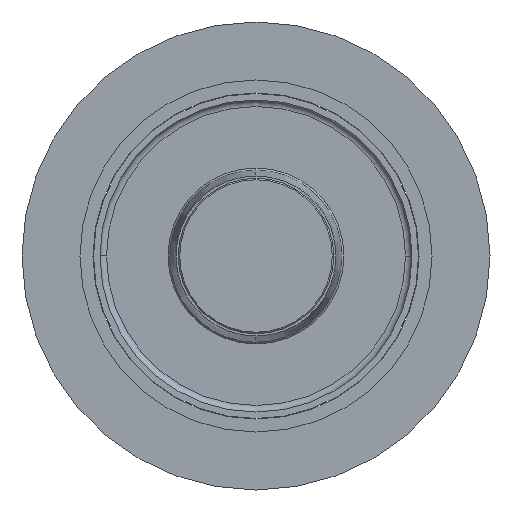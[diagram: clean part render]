
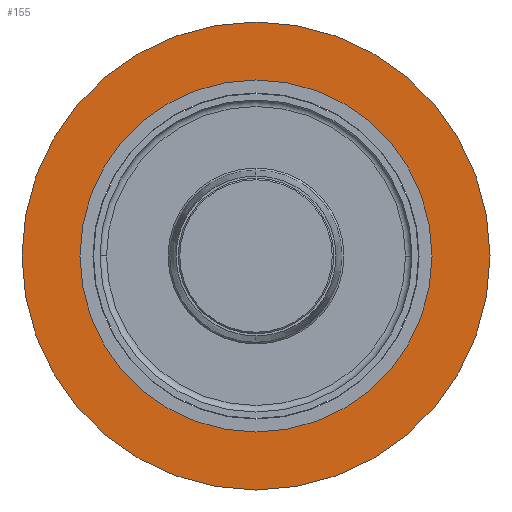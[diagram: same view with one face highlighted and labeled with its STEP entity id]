
A CAD part, left-side view. The second image highlights one B-rep face of the part: STEP entity #155.
In plain terms, the highlighted planar face has unit normal (-1, 0, 0).
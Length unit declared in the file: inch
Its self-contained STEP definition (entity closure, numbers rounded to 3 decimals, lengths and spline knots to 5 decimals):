
#129 = EDGE_CURVE ( 'NONE', #218, #130, #782, .T. ) ;
#130 = VERTEX_POINT ( 'NONE', #740 ) ;
#155 = ADVANCED_FACE ( 'NONE', ( #871, #870 ), #879, .T. ) ;
#156 = EDGE_LOOP ( 'NONE', ( #442, #450 ) ) ;
#158 = EDGE_LOOP ( 'NONE', ( #410, #306 ) ) ;
#175 = VERTEX_POINT ( 'NONE', #987 ) ;
#218 = VERTEX_POINT ( 'NONE', #912 ) ;
#234 = EDGE_CURVE ( 'NONE', #235, #175, #959, .T. ) ;
#235 = VERTEX_POINT ( 'NONE', #955 ) ;
#257 = EDGE_CURVE ( 'NONE', #130, #218, #923, .T. ) ;
#306 = ORIENTED_EDGE ( 'NONE', *, *, #397, .F. ) ;
#397 = EDGE_CURVE ( 'NONE', #175, #235, #1356, .T. ) ;
#410 = ORIENTED_EDGE ( 'NONE', *, *, #234, .F. ) ;
#442 = ORIENTED_EDGE ( 'NONE', *, *, #257, .F. ) ;
#450 = ORIENTED_EDGE ( 'NONE', *, *, #129, .F. ) ;
#740 = CARTESIAN_POINT ( 'NONE',  ( 0., 0., 0.8125 ) ) ;
#741 = DIRECTION ( 'NONE',  ( 0., 0., 1. ) ) ;
#742 = DIRECTION ( 'NONE',  ( -1., 0., 0. ) ) ;
#777 = CARTESIAN_POINT ( 'NONE',  ( 0., 0., 0. ) ) ;
#778 = AXIS2_PLACEMENT_3D ( 'NONE', #777, #742, #741 ) ;
#782 = CIRCLE ( 'NONE', #778, 0.8125 ) ;
#854 = CARTESIAN_POINT ( 'NONE',  ( 0., 0., 0. ) ) ;
#870 = FACE_OUTER_BOUND ( 'NONE', #158, .T. ) ;
#871 = FACE_BOUND ( 'NONE', #156, .T. ) ;
#872 = CARTESIAN_POINT ( 'NONE',  ( 0., 0., 0. ) ) ;
#879 = PLANE ( 'NONE',  #942 ) ;
#912 = CARTESIAN_POINT ( 'NONE',  ( 0., 0., -0.8125 ) ) ;
#916 = DIRECTION ( 'NONE',  ( 0., 0., 1. ) ) ;
#917 = DIRECTION ( 'NONE',  ( -1., 0., 0. ) ) ;
#918 = CARTESIAN_POINT ( 'NONE',  ( 0., 0., 0. ) ) ;
#919 = AXIS2_PLACEMENT_3D ( 'NONE', #918, #917, #916 ) ;
#923 = CIRCLE ( 'NONE', #919, 0.8125 ) ;
#942 = AXIS2_PLACEMENT_3D ( 'NONE', #854, #969, #968 ) ;
#955 = CARTESIAN_POINT ( 'NONE',  ( 0., 0., -1.08 ) ) ;
#956 = DIRECTION ( 'NONE',  ( 0., 0., -1. ) ) ;
#957 = DIRECTION ( 'NONE',  ( 1., 0., 0. ) ) ;
#958 = AXIS2_PLACEMENT_3D ( 'NONE', #872, #957, #956 ) ;
#959 = CIRCLE ( 'NONE', #958, 1.08 ) ;
#968 = DIRECTION ( 'NONE',  ( 0., 0., 1. ) ) ;
#969 = DIRECTION ( 'NONE',  ( -1., 0., 0. ) ) ;
#987 = CARTESIAN_POINT ( 'NONE',  ( 0., 0., 1.08 ) ) ;
#1352 = DIRECTION ( 'NONE',  ( 0., 0., -1. ) ) ;
#1353 = DIRECTION ( 'NONE',  ( 1., 0., 0. ) ) ;
#1354 = CARTESIAN_POINT ( 'NONE',  ( 0., 0., 0. ) ) ;
#1355 = AXIS2_PLACEMENT_3D ( 'NONE', #1354, #1353, #1352 ) ;
#1356 = CIRCLE ( 'NONE', #1355, 1.08 ) ;
